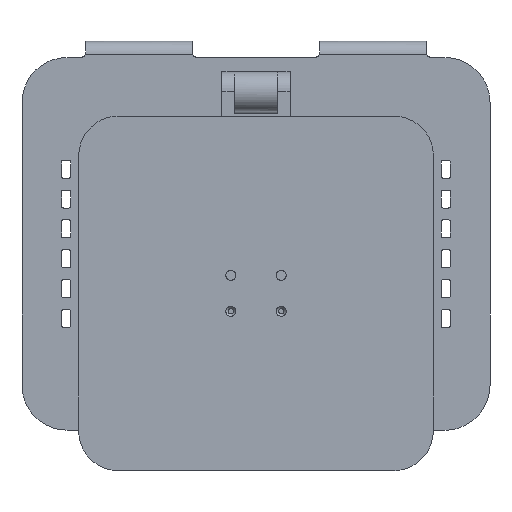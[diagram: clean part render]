
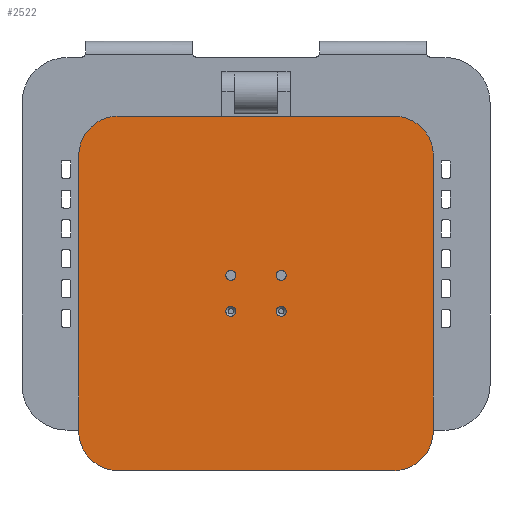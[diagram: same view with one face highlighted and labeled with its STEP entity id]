
A CAD part, front view. The second image highlights one B-rep face of the part: STEP entity #2522.
In plain terms, the highlighted free-form (B-spline) face has degree [1, 1] with [2, 2] control points.
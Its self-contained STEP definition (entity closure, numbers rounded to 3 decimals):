
#2475 = VERTEX_POINT('',#2476);
#2476 = CARTESIAN_POINT('',(12.134,0.,-10.834));
#2494 = EDGE_CURVE('',#2475,#2475,#2495,.T.);
#2495 = ( BOUNDED_CURVE() B_SPLINE_CURVE(2,(#2496,#2497,#2498,#2499,
#2500,#2501,#2502),.UNSPECIFIED.,.T.,.F.) B_SPLINE_CURVE_WITH_KNOTS((3,2
    ,2,3),(3.142,5.236,7.33,9.425),
.PIECEWISE_BEZIER_KNOTS.) CURVE() GEOMETRIC_REPRESENTATION_ITEM() 
RATIONAL_B_SPLINE_CURVE((1.,0.5,1.,0.5,1.,0.5,1.)) REPRESENTATION_ITEM(
  '') );
#2496 = CARTESIAN_POINT('',(12.134,0.,-10.834));
#2497 = CARTESIAN_POINT('',(12.134,0.,-16.088));
#2498 = CARTESIAN_POINT('',(16.684,0.,-13.461));
#2499 = CARTESIAN_POINT('',(21.234,0.,-10.834));
#2500 = CARTESIAN_POINT('',(16.684,0.,-8.207));
#2501 = CARTESIAN_POINT('',(12.134,0.,-5.58));
#2502 = CARTESIAN_POINT('',(12.134,0.,-10.834));
#2522 = ADVANCED_FACE('',(#2523,#2585,#2599,#2613,#2627),#2630,.F.);
#2523 = FACE_BOUND('',#2524,.T.);
#2524 = EDGE_LOOP('',(#2525,#2535,#2542,#2550,#2557,#2565,#2572,#2580));
#2525 = ORIENTED_EDGE('',*,*,#2526,.F.);
#2526 = EDGE_CURVE('',#2527,#2529,#2531,.T.);
#2527 = VERTEX_POINT('',#2528);
#2528 = CARTESIAN_POINT('',(-106.712,0.,82.878));
#2529 = VERTEX_POINT('',#2530);
#2530 = CARTESIAN_POINT('',(-82.878,0.,106.712));
#2531 = ( BOUNDED_CURVE() B_SPLINE_CURVE(2,(#2532,#2533,#2534),
.UNSPECIFIED.,.F.,.F.) B_SPLINE_CURVE_WITH_KNOTS((3,3),(0.,
1.571),.PIECEWISE_BEZIER_KNOTS.) CURVE() 
GEOMETRIC_REPRESENTATION_ITEM() RATIONAL_B_SPLINE_CURVE((1.,
0.707,1.)) REPRESENTATION_ITEM('') );
#2532 = CARTESIAN_POINT('',(-106.712,0.,82.878));
#2533 = CARTESIAN_POINT('',(-106.712,0.,106.712));
#2534 = CARTESIAN_POINT('',(-82.878,0.,106.712));
#2535 = ORIENTED_EDGE('',*,*,#2536,.T.);
#2536 = EDGE_CURVE('',#2527,#2537,#2539,.T.);
#2537 = VERTEX_POINT('',#2538);
#2538 = CARTESIAN_POINT('',(-106.712,0.,-82.878));
#2539 = B_SPLINE_CURVE_WITH_KNOTS('',1,(#2540,#2541),.UNSPECIFIED.,.F.,
  .F.,(2,2),(0.,153.),.PIECEWISE_BEZIER_KNOTS.);
#2540 = CARTESIAN_POINT('',(-106.712,0.,82.878));
#2541 = CARTESIAN_POINT('',(-106.712,0.,-82.878));
#2542 = ORIENTED_EDGE('',*,*,#2543,.F.);
#2543 = EDGE_CURVE('',#2544,#2537,#2546,.T.);
#2544 = VERTEX_POINT('',#2545);
#2545 = CARTESIAN_POINT('',(-82.878,0.,-106.712));
#2546 = ( BOUNDED_CURVE() B_SPLINE_CURVE(2,(#2547,#2548,#2549),
.UNSPECIFIED.,.F.,.F.) B_SPLINE_CURVE_WITH_KNOTS((3,3),(0.,
1.571),.PIECEWISE_BEZIER_KNOTS.) CURVE() 
GEOMETRIC_REPRESENTATION_ITEM() RATIONAL_B_SPLINE_CURVE((1.,
0.707,1.)) REPRESENTATION_ITEM('') );
#2547 = CARTESIAN_POINT('',(-82.878,0.,-106.712));
#2548 = CARTESIAN_POINT('',(-106.712,0.,-106.712));
#2549 = CARTESIAN_POINT('',(-106.712,0.,-82.878));
#2550 = ORIENTED_EDGE('',*,*,#2551,.T.);
#2551 = EDGE_CURVE('',#2544,#2552,#2554,.T.);
#2552 = VERTEX_POINT('',#2553);
#2553 = CARTESIAN_POINT('',(82.878,0.,-106.712));
#2554 = B_SPLINE_CURVE_WITH_KNOTS('',1,(#2555,#2556),.UNSPECIFIED.,.F.,
  .F.,(2,2),(0.,153.),.PIECEWISE_BEZIER_KNOTS.);
#2555 = CARTESIAN_POINT('',(-82.878,0.,-106.712));
#2556 = CARTESIAN_POINT('',(82.878,0.,-106.712));
#2557 = ORIENTED_EDGE('',*,*,#2558,.F.);
#2558 = EDGE_CURVE('',#2559,#2552,#2561,.T.);
#2559 = VERTEX_POINT('',#2560);
#2560 = CARTESIAN_POINT('',(106.712,0.,-82.878));
#2561 = ( BOUNDED_CURVE() B_SPLINE_CURVE(2,(#2562,#2563,#2564),
.UNSPECIFIED.,.F.,.F.) B_SPLINE_CURVE_WITH_KNOTS((3,3),(0.,
1.571),.PIECEWISE_BEZIER_KNOTS.) CURVE() 
GEOMETRIC_REPRESENTATION_ITEM() RATIONAL_B_SPLINE_CURVE((1.,
0.707,1.)) REPRESENTATION_ITEM('') );
#2562 = CARTESIAN_POINT('',(106.712,0.,-82.878));
#2563 = CARTESIAN_POINT('',(106.712,0.,-106.712));
#2564 = CARTESIAN_POINT('',(82.878,0.,-106.712));
#2565 = ORIENTED_EDGE('',*,*,#2566,.T.);
#2566 = EDGE_CURVE('',#2559,#2567,#2569,.T.);
#2567 = VERTEX_POINT('',#2568);
#2568 = CARTESIAN_POINT('',(106.712,0.,82.878));
#2569 = B_SPLINE_CURVE_WITH_KNOTS('',1,(#2570,#2571),.UNSPECIFIED.,.F.,
  .F.,(2,2),(0.,153.),.PIECEWISE_BEZIER_KNOTS.);
#2570 = CARTESIAN_POINT('',(106.712,0.,-82.878));
#2571 = CARTESIAN_POINT('',(106.712,0.,82.878));
#2572 = ORIENTED_EDGE('',*,*,#2573,.F.);
#2573 = EDGE_CURVE('',#2574,#2567,#2576,.T.);
#2574 = VERTEX_POINT('',#2575);
#2575 = CARTESIAN_POINT('',(82.878,0.,106.712));
#2576 = ( BOUNDED_CURVE() B_SPLINE_CURVE(2,(#2577,#2578,#2579),
.UNSPECIFIED.,.F.,.F.) B_SPLINE_CURVE_WITH_KNOTS((3,3),(0.,
1.571),.PIECEWISE_BEZIER_KNOTS.) CURVE() 
GEOMETRIC_REPRESENTATION_ITEM() RATIONAL_B_SPLINE_CURVE((1.,
0.707,1.)) REPRESENTATION_ITEM('') );
#2577 = CARTESIAN_POINT('',(82.878,0.,106.712));
#2578 = CARTESIAN_POINT('',(106.712,0.,106.712));
#2579 = CARTESIAN_POINT('',(106.712,0.,82.878));
#2580 = ORIENTED_EDGE('',*,*,#2581,.T.);
#2581 = EDGE_CURVE('',#2574,#2529,#2582,.T.);
#2582 = B_SPLINE_CURVE_WITH_KNOTS('',1,(#2583,#2584),.UNSPECIFIED.,.F.,
  .F.,(2,2),(0.,153.),.PIECEWISE_BEZIER_KNOTS.);
#2583 = CARTESIAN_POINT('',(82.878,0.,106.712));
#2584 = CARTESIAN_POINT('',(-82.878,0.,106.712));
#2585 = FACE_BOUND('',#2586,.T.);
#2586 = EDGE_LOOP('',(#2587));
#2587 = ORIENTED_EDGE('',*,*,#2588,.F.);
#2588 = EDGE_CURVE('',#2589,#2589,#2591,.T.);
#2589 = VERTEX_POINT('',#2590);
#2590 = CARTESIAN_POINT('',(-18.201,0.,-10.834));
#2591 = ( BOUNDED_CURVE() B_SPLINE_CURVE(2,(#2592,#2593,#2594,#2595,
#2596,#2597,#2598),.UNSPECIFIED.,.T.,.F.) B_SPLINE_CURVE_WITH_KNOTS((3,2
    ,2,3),(3.142,5.236,7.33,9.425),
.PIECEWISE_BEZIER_KNOTS.) CURVE() GEOMETRIC_REPRESENTATION_ITEM() 
RATIONAL_B_SPLINE_CURVE((1.,0.5,1.,0.5,1.,0.5,1.)) REPRESENTATION_ITEM(
  '') );
#2592 = CARTESIAN_POINT('',(-18.201,0.,-10.834));
#2593 = CARTESIAN_POINT('',(-18.201,0.,-16.088));
#2594 = CARTESIAN_POINT('',(-13.65,0.,-13.461));
#2595 = CARTESIAN_POINT('',(-9.1,0.,-10.834));
#2596 = CARTESIAN_POINT('',(-13.65,0.,-8.207));
#2597 = CARTESIAN_POINT('',(-18.201,0.,-5.58));
#2598 = CARTESIAN_POINT('',(-18.201,0.,-10.834));
#2599 = FACE_BOUND('',#2600,.T.);
#2600 = EDGE_LOOP('',(#2601));
#2601 = ORIENTED_EDGE('',*,*,#2602,.F.);
#2602 = EDGE_CURVE('',#2603,#2603,#2605,.T.);
#2603 = VERTEX_POINT('',#2604);
#2604 = CARTESIAN_POINT('',(12.134,0.,10.834));
#2605 = ( BOUNDED_CURVE() B_SPLINE_CURVE(2,(#2606,#2607,#2608,#2609,
#2610,#2611,#2612),.UNSPECIFIED.,.T.,.F.) B_SPLINE_CURVE_WITH_KNOTS((3,2
    ,2,3),(3.142,5.236,7.33,9.425),
.PIECEWISE_BEZIER_KNOTS.) CURVE() GEOMETRIC_REPRESENTATION_ITEM() 
RATIONAL_B_SPLINE_CURVE((1.,0.5,1.,0.5,1.,0.5,1.)) REPRESENTATION_ITEM(
  '') );
#2606 = CARTESIAN_POINT('',(12.134,0.,10.834));
#2607 = CARTESIAN_POINT('',(12.134,0.,5.58));
#2608 = CARTESIAN_POINT('',(16.684,0.,8.207));
#2609 = CARTESIAN_POINT('',(21.234,0.,10.834));
#2610 = CARTESIAN_POINT('',(16.684,0.,13.461));
#2611 = CARTESIAN_POINT('',(12.134,0.,16.088));
#2612 = CARTESIAN_POINT('',(12.134,0.,10.834));
#2613 = FACE_BOUND('',#2614,.T.);
#2614 = EDGE_LOOP('',(#2615));
#2615 = ORIENTED_EDGE('',*,*,#2616,.F.);
#2616 = EDGE_CURVE('',#2617,#2617,#2619,.T.);
#2617 = VERTEX_POINT('',#2618);
#2618 = CARTESIAN_POINT('',(-18.201,0.,10.834));
#2619 = ( BOUNDED_CURVE() B_SPLINE_CURVE(2,(#2620,#2621,#2622,#2623,
#2624,#2625,#2626),.UNSPECIFIED.,.T.,.F.) B_SPLINE_CURVE_WITH_KNOTS((3,2
    ,2,3),(3.142,5.236,7.33,9.425),
.PIECEWISE_BEZIER_KNOTS.) CURVE() GEOMETRIC_REPRESENTATION_ITEM() 
RATIONAL_B_SPLINE_CURVE((1.,0.5,1.,0.5,1.,0.5,1.)) REPRESENTATION_ITEM(
  '') );
#2620 = CARTESIAN_POINT('',(-18.201,0.,10.834));
#2621 = CARTESIAN_POINT('',(-18.201,0.,5.58));
#2622 = CARTESIAN_POINT('',(-13.65,0.,8.207));
#2623 = CARTESIAN_POINT('',(-9.1,0.,10.834));
#2624 = CARTESIAN_POINT('',(-13.65,0.,13.461));
#2625 = CARTESIAN_POINT('',(-18.201,0.,16.088));
#2626 = CARTESIAN_POINT('',(-18.201,0.,10.834));
#2627 = FACE_BOUND('',#2628,.T.);
#2628 = EDGE_LOOP('',(#2629));
#2629 = ORIENTED_EDGE('',*,*,#2494,.F.);
#2630 = B_SPLINE_SURFACE_WITH_KNOTS('',1,1,(
    (#2631,#2632)
    ,(#2633,#2634
    )),.UNSPECIFIED.,.F.,.F.,.F.,(2,2),(2,2),(-98.5,98.5),(-98.5,98.5),
  .PIECEWISE_BEZIER_KNOTS.);
#2631 = CARTESIAN_POINT('',(-106.712,0.,106.712));
#2632 = CARTESIAN_POINT('',(-106.712,0.,-106.712));
#2633 = CARTESIAN_POINT('',(106.712,0.,106.712));
#2634 = CARTESIAN_POINT('',(106.712,0.,-106.712));
